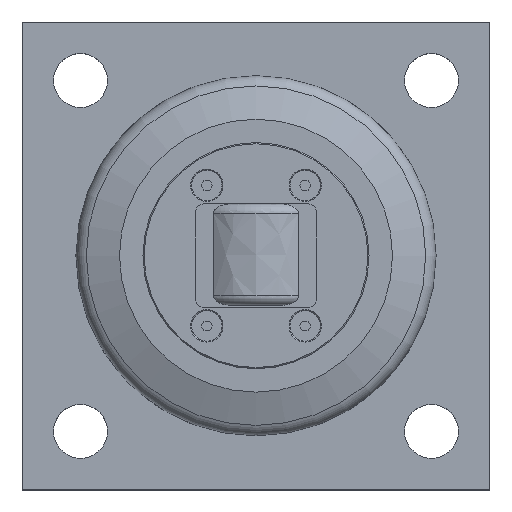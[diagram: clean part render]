
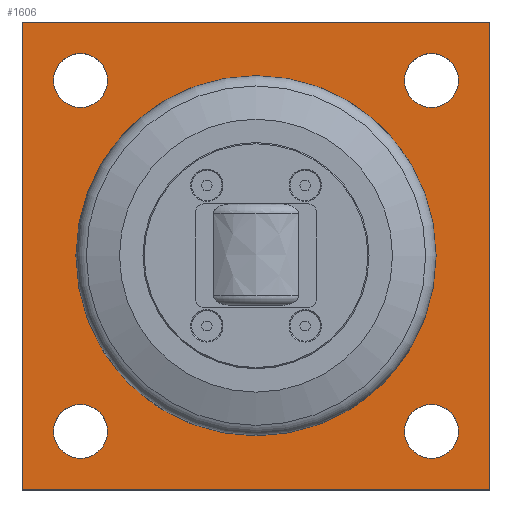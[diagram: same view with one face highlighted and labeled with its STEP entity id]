
A CAD part, top view. The second image highlights one B-rep face of the part: STEP entity #1606.
In plain terms, the highlighted planar face has unit normal (0, 0, 1).
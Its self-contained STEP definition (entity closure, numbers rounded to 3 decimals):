
#81=FACE_BOUND('',#362,.T.);
#82=FACE_BOUND('',#363,.T.);
#83=FACE_BOUND('',#364,.T.);
#84=FACE_BOUND('',#365,.T.);
#85=FACE_BOUND('',#366,.T.);
#151=CIRCLE('',#1766,29.);
#158=CIRCLE('',#1777,6.918);
#159=CIRCLE('',#1778,6.918);
#161=CIRCLE('',#1781,6.918);
#162=CIRCLE('',#1782,6.918);
#164=CIRCLE('',#1785,6.918);
#165=CIRCLE('',#1786,6.918);
#167=CIRCLE('',#1789,6.918);
#168=CIRCLE('',#1790,6.918);
#256=FACE_OUTER_BOUND('',#361,.T.);
#361=EDGE_LOOP('',(#1450,#1451,#1452,#1453));
#362=EDGE_LOOP('',(#1454));
#363=EDGE_LOOP('',(#1455,#1456));
#364=EDGE_LOOP('',(#1457,#1458));
#365=EDGE_LOOP('',(#1459,#1460));
#366=EDGE_LOOP('',(#1461,#1462));
#484=LINE('',#2860,#613);
#488=LINE('',#2868,#617);
#491=LINE('',#2874,#620);
#494=LINE('',#2879,#623);
#613=VECTOR('',#2248,10.);
#617=VECTOR('',#2254,10.);
#620=VECTOR('',#2259,10.);
#623=VECTOR('',#2264,10.);
#756=VERTEX_POINT('',#2805);
#763=VERTEX_POINT('',#2826);
#764=VERTEX_POINT('',#2827);
#766=VERTEX_POINT('',#2834);
#767=VERTEX_POINT('',#2835);
#769=VERTEX_POINT('',#2842);
#770=VERTEX_POINT('',#2843);
#772=VERTEX_POINT('',#2850);
#773=VERTEX_POINT('',#2851);
#775=VERTEX_POINT('',#2858);
#776=VERTEX_POINT('',#2859);
#779=VERTEX_POINT('',#2867);
#781=VERTEX_POINT('',#2873);
#973=EDGE_CURVE('',#756,#756,#151,.T.);
#982=EDGE_CURVE('',#763,#764,#158,.T.);
#983=EDGE_CURVE('',#764,#763,#159,.T.);
#986=EDGE_CURVE('',#766,#767,#161,.T.);
#987=EDGE_CURVE('',#767,#766,#162,.T.);
#990=EDGE_CURVE('',#769,#770,#164,.T.);
#991=EDGE_CURVE('',#770,#769,#165,.T.);
#994=EDGE_CURVE('',#772,#773,#167,.T.);
#995=EDGE_CURVE('',#773,#772,#168,.T.);
#998=EDGE_CURVE('',#775,#776,#484,.T.);
#1002=EDGE_CURVE('',#776,#779,#488,.T.);
#1005=EDGE_CURVE('',#779,#781,#491,.T.);
#1008=EDGE_CURVE('',#781,#775,#494,.T.);
#1450=ORIENTED_EDGE('',*,*,#998,.F.);
#1451=ORIENTED_EDGE('',*,*,#1008,.F.);
#1452=ORIENTED_EDGE('',*,*,#1005,.F.);
#1453=ORIENTED_EDGE('',*,*,#1002,.F.);
#1454=ORIENTED_EDGE('',*,*,#973,.T.);
#1455=ORIENTED_EDGE('',*,*,#982,.T.);
#1456=ORIENTED_EDGE('',*,*,#983,.T.);
#1457=ORIENTED_EDGE('',*,*,#986,.T.);
#1458=ORIENTED_EDGE('',*,*,#987,.T.);
#1459=ORIENTED_EDGE('',*,*,#990,.T.);
#1460=ORIENTED_EDGE('',*,*,#991,.T.);
#1461=ORIENTED_EDGE('',*,*,#994,.T.);
#1462=ORIENTED_EDGE('',*,*,#995,.T.);
#1520=PLANE('',#1798);
#1606=ADVANCED_FACE('',(#256,#81,#82,#83,#84,#85),#1520,.T.);
#1766=AXIS2_PLACEMENT_3D('',#2807,#2188,#2189);
#1777=AXIS2_PLACEMENT_3D('',#2828,#2212,#2213);
#1778=AXIS2_PLACEMENT_3D('',#2829,#2214,#2215);
#1781=AXIS2_PLACEMENT_3D('',#2836,#2221,#2222);
#1782=AXIS2_PLACEMENT_3D('',#2837,#2223,#2224);
#1785=AXIS2_PLACEMENT_3D('',#2844,#2230,#2231);
#1786=AXIS2_PLACEMENT_3D('',#2845,#2232,#2233);
#1789=AXIS2_PLACEMENT_3D('',#2852,#2239,#2240);
#1790=AXIS2_PLACEMENT_3D('',#2853,#2241,#2242);
#1798=AXIS2_PLACEMENT_3D('',#2884,#2270,#2271);
#2188=DIRECTION('center_axis',(0.,0.,-1.));
#2189=DIRECTION('ref_axis',(0.,-1.,0.));
#2212=DIRECTION('center_axis',(0.,0.,-1.));
#2213=DIRECTION('ref_axis',(1.,0.,0.));
#2214=DIRECTION('center_axis',(0.,0.,-1.));
#2215=DIRECTION('ref_axis',(1.,0.,0.));
#2221=DIRECTION('center_axis',(0.,0.,-1.));
#2222=DIRECTION('ref_axis',(1.,0.,0.));
#2223=DIRECTION('center_axis',(0.,0.,-1.));
#2224=DIRECTION('ref_axis',(1.,0.,0.));
#2230=DIRECTION('center_axis',(0.,0.,-1.));
#2231=DIRECTION('ref_axis',(1.,0.,0.));
#2232=DIRECTION('center_axis',(0.,0.,-1.));
#2233=DIRECTION('ref_axis',(1.,0.,0.));
#2239=DIRECTION('center_axis',(0.,0.,-1.));
#2240=DIRECTION('ref_axis',(1.,0.,0.));
#2241=DIRECTION('center_axis',(0.,0.,-1.));
#2242=DIRECTION('ref_axis',(1.,0.,0.));
#2248=DIRECTION('',(0.,1.,0.));
#2254=DIRECTION('',(1.,0.,0.));
#2259=DIRECTION('',(0.,-1.,0.));
#2264=DIRECTION('',(-1.,0.,0.));
#2270=DIRECTION('center_axis',(0.,0.,1.));
#2271=DIRECTION('ref_axis',(1.,0.,0.));
#2805=CARTESIAN_POINT('',(60.,89.,20.));
#2807=CARTESIAN_POINT('Origin',(60.,60.,20.));
#2826=CARTESIAN_POINT('',(21.918,15.,20.));
#2827=CARTESIAN_POINT('',(8.083,15.,20.));
#2828=CARTESIAN_POINT('Origin',(15.,15.,20.));
#2829=CARTESIAN_POINT('Origin',(15.,15.,20.));
#2834=CARTESIAN_POINT('',(111.918,15.,20.));
#2835=CARTESIAN_POINT('',(98.083,15.,20.));
#2836=CARTESIAN_POINT('Origin',(105.,15.,20.));
#2837=CARTESIAN_POINT('Origin',(105.,15.,20.));
#2842=CARTESIAN_POINT('',(111.918,105.,20.));
#2843=CARTESIAN_POINT('',(98.083,105.,20.));
#2844=CARTESIAN_POINT('Origin',(105.,105.,20.));
#2845=CARTESIAN_POINT('Origin',(105.,105.,20.));
#2850=CARTESIAN_POINT('',(21.918,105.,20.));
#2851=CARTESIAN_POINT('',(8.083,105.,20.));
#2852=CARTESIAN_POINT('Origin',(15.,105.,20.));
#2853=CARTESIAN_POINT('Origin',(15.,105.,20.));
#2858=CARTESIAN_POINT('',(0.,0.,20.));
#2859=CARTESIAN_POINT('',(0.,120.,20.));
#2860=CARTESIAN_POINT('',(0.,120.,20.));
#2867=CARTESIAN_POINT('',(120.,120.,20.));
#2868=CARTESIAN_POINT('',(120.,120.,20.));
#2873=CARTESIAN_POINT('',(120.,0.,20.));
#2874=CARTESIAN_POINT('',(120.,0.,20.));
#2879=CARTESIAN_POINT('',(0.,0.,20.));
#2884=CARTESIAN_POINT('Origin',(60.,60.,20.));
